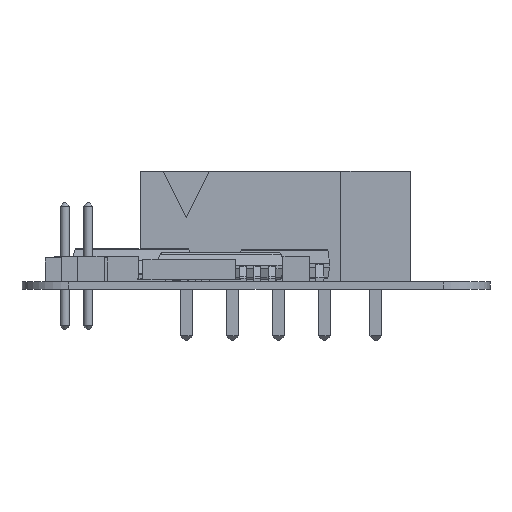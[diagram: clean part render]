
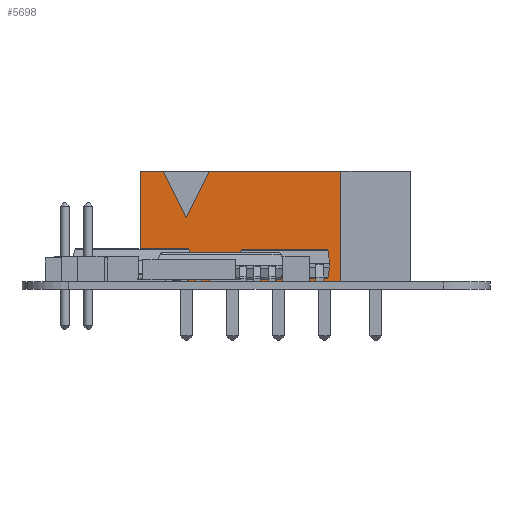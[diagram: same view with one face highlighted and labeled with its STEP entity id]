
A CAD part, left-side view. The second image highlights one B-rep face of the part: STEP entity #5698.
In plain terms, the highlighted face is planar.
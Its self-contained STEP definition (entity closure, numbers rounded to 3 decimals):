
#5662 = EDGE_CURVE('',#5663,#5665,#5667,.T.);
#5663 = VERTEX_POINT('',#5664);
#5664 = CARTESIAN_POINT('',(-2.5,-1.9,0.));
#5665 = VERTEX_POINT('',#5666);
#5666 = CARTESIAN_POINT('',(-2.5,-1.9,6.));
#5667 = LINE('',#5668,#5669);
#5668 = CARTESIAN_POINT('',(-2.5,-1.9,0.));
#5669 = VECTOR('',#5670,1.);
#5670 = DIRECTION('',(0.,0.,1.));
#5698 = ADVANCED_FACE('',(#5699),#5748,.F.);
#5699 = FACE_BOUND('',#5700,.F.);
#5700 = EDGE_LOOP('',(#5701,#5711,#5717,#5718,#5726,#5734,#5742));
#5701 = ORIENTED_EDGE('',*,*,#5702,.F.);
#5702 = EDGE_CURVE('',#5703,#5705,#5707,.T.);
#5703 = VERTEX_POINT('',#5704);
#5704 = CARTESIAN_POINT('',(10.,-1.9,0.));
#5705 = VERTEX_POINT('',#5706);
#5706 = CARTESIAN_POINT('',(10.,-1.9,6.));
#5707 = LINE('',#5708,#5709);
#5708 = CARTESIAN_POINT('',(10.,-1.9,0.));
#5709 = VECTOR('',#5710,1.);
#5710 = DIRECTION('',(0.,0.,1.));
#5711 = ORIENTED_EDGE('',*,*,#5712,.F.);
#5712 = EDGE_CURVE('',#5663,#5703,#5713,.T.);
#5713 = LINE('',#5714,#5715);
#5714 = CARTESIAN_POINT('',(-2.5,-1.9,0.));
#5715 = VECTOR('',#5716,1.);
#5716 = DIRECTION('',(1.,0.,0.));
#5717 = ORIENTED_EDGE('',*,*,#5662,.T.);
#5718 = ORIENTED_EDGE('',*,*,#5719,.T.);
#5719 = EDGE_CURVE('',#5665,#5720,#5722,.T.);
#5720 = VERTEX_POINT('',#5721);
#5721 = CARTESIAN_POINT('',(-1.25,-1.9,6.));
#5722 = LINE('',#5723,#5724);
#5723 = CARTESIAN_POINT('',(-2.5,-1.9,6.));
#5724 = VECTOR('',#5725,1.);
#5725 = DIRECTION('',(1.,0.,0.));
#5726 = ORIENTED_EDGE('',*,*,#5727,.T.);
#5727 = EDGE_CURVE('',#5720,#5728,#5730,.T.);
#5728 = VERTEX_POINT('',#5729);
#5729 = CARTESIAN_POINT('',(0.,-1.9,3.5));
#5730 = LINE('',#5731,#5732);
#5731 = CARTESIAN_POINT('',(-1.25,-1.9,6.));
#5732 = VECTOR('',#5733,1.);
#5733 = DIRECTION('',(0.447,0.,-0.894));
#5734 = ORIENTED_EDGE('',*,*,#5735,.F.);
#5735 = EDGE_CURVE('',#5736,#5728,#5738,.T.);
#5736 = VERTEX_POINT('',#5737);
#5737 = CARTESIAN_POINT('',(1.25,-1.9,6.));
#5738 = LINE('',#5739,#5740);
#5739 = CARTESIAN_POINT('',(1.25,-1.9,6.));
#5740 = VECTOR('',#5741,1.);
#5741 = DIRECTION('',(-0.447,0.,-0.894));
#5742 = ORIENTED_EDGE('',*,*,#5743,.T.);
#5743 = EDGE_CURVE('',#5736,#5705,#5744,.T.);
#5744 = LINE('',#5745,#5746);
#5745 = CARTESIAN_POINT('',(-2.5,-1.9,6.));
#5746 = VECTOR('',#5747,1.);
#5747 = DIRECTION('',(1.,0.,0.));
#5748 = PLANE('',#5749);
#5749 = AXIS2_PLACEMENT_3D('',#5750,#5751,#5752);
#5750 = CARTESIAN_POINT('',(-2.5,-1.9,0.));
#5751 = DIRECTION('',(0.,1.,0.));
#5752 = DIRECTION('',(0.,0.,1.));
